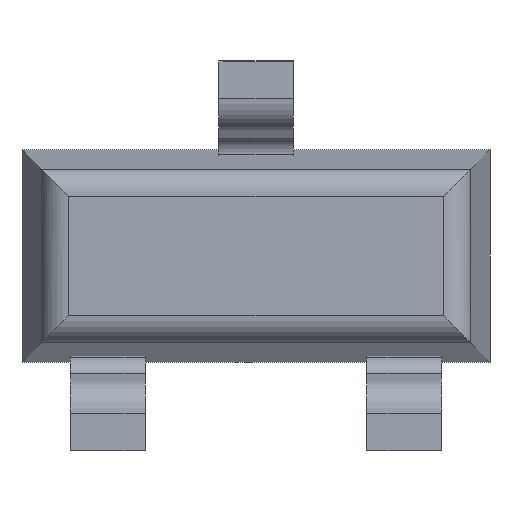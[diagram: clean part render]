
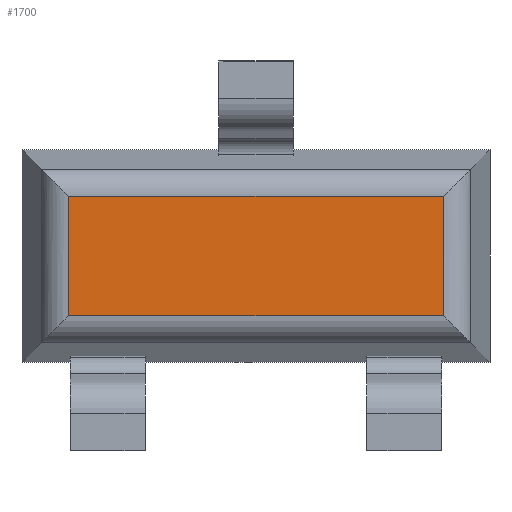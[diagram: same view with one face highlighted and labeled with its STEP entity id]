
A CAD part, front view. The second image highlights one B-rep face of the part: STEP entity #1700.
In plain terms, the highlighted planar face has unit normal (0, -1, 0).
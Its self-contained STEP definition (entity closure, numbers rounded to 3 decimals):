
#1353 = DIRECTION ( 'NONE',  ( 1., 0., 0. ) ) ;
#1354 = VECTOR ( 'NONE', #1353, 1000. ) ;
#1355 = CARTESIAN_POINT ( 'NONE',  ( -0.31, 0.036, -1.632 ) ) ;
#1356 = LINE ( 'NONE', #1355, #1354 ) ;
#1360 = DIRECTION ( 'NONE',  ( 0., 0., -1. ) ) ;
#1361 = DIRECTION ( 'NONE',  ( 0., -1., 0. ) ) ;
#1362 = CARTESIAN_POINT ( 'NONE',  ( -0.31, 0.036, -0.73 ) ) ;
#1363 = AXIS2_PLACEMENT_3D ( 'NONE', #1362, #1361, #1360 ) ;
#1373 = PLANE ( 'NONE',  #1363 ) ;
#1374 = FACE_OUTER_BOUND ( 'NONE', #1701, .T. ) ;
#1448 = DIRECTION ( 'NONE',  ( -1., 0., 0. ) ) ;
#1449 = VECTOR ( 'NONE', #1448, 1000. ) ;
#1450 = CARTESIAN_POINT ( 'NONE',  ( -0.31, 0.036, -0.868 ) ) ;
#1451 = LINE ( 'NONE', #1450, #1449 ) ;
#1452 = CARTESIAN_POINT ( 'NONE',  ( 2.392, 0.036, -1.632 ) ) ;
#1454 = DIRECTION ( 'NONE',  ( 0., 0., 1. ) ) ;
#1455 = VECTOR ( 'NONE', #1454, 1000. ) ;
#1456 = CARTESIAN_POINT ( 'NONE',  ( 2.392, 0.036, -0.73 ) ) ;
#1466 = CARTESIAN_POINT ( 'NONE',  ( -0.012, 0.036, -0.868 ) ) ;
#1467 = CARTESIAN_POINT ( 'NONE',  ( -0.012, 0.036, -1.632 ) ) ;
#1501 = LINE ( 'NONE', #1456, #1455 ) ;
#1508 = CARTESIAN_POINT ( 'NONE',  ( 2.392, 0.036, -0.868 ) ) ;
#1569 = DIRECTION ( 'NONE',  ( 0., 0., -1. ) ) ;
#1570 = VECTOR ( 'NONE', #1569, 1000. ) ;
#1571 = CARTESIAN_POINT ( 'NONE',  ( -0.012, 0.036, -0.73 ) ) ;
#1575 = LINE ( 'NONE', #1571, #1570 ) ;
#1700 = ADVANCED_FACE ( 'NONE', ( #1374 ), #1373, .T. ) ;
#1701 = EDGE_LOOP ( 'NONE', ( #1702, #1730, #1733, #1761 ) ) ;
#1702 = ORIENTED_EDGE ( 'NONE', *, *, #1703, .T. ) ;
#1703 = EDGE_CURVE ( 'NONE', #1712, #1713, #1356, .T. ) ;
#1712 = VERTEX_POINT ( 'NONE', #1467 ) ;
#1713 = VERTEX_POINT ( 'NONE', #1452 ) ;
#1730 = ORIENTED_EDGE ( 'NONE', *, *, #1731, .T. ) ;
#1731 = EDGE_CURVE ( 'NONE', #1713, #1732, #1501, .T. ) ;
#1732 = VERTEX_POINT ( 'NONE', #1508 ) ;
#1733 = ORIENTED_EDGE ( 'NONE', *, *, #1734, .T. ) ;
#1734 = EDGE_CURVE ( 'NONE', #1732, #1735, #1451, .T. ) ;
#1735 = VERTEX_POINT ( 'NONE', #1466 ) ;
#1761 = ORIENTED_EDGE ( 'NONE', *, *, #1768, .T. ) ;
#1768 = EDGE_CURVE ( 'NONE', #1735, #1712, #1575, .T. ) ;
